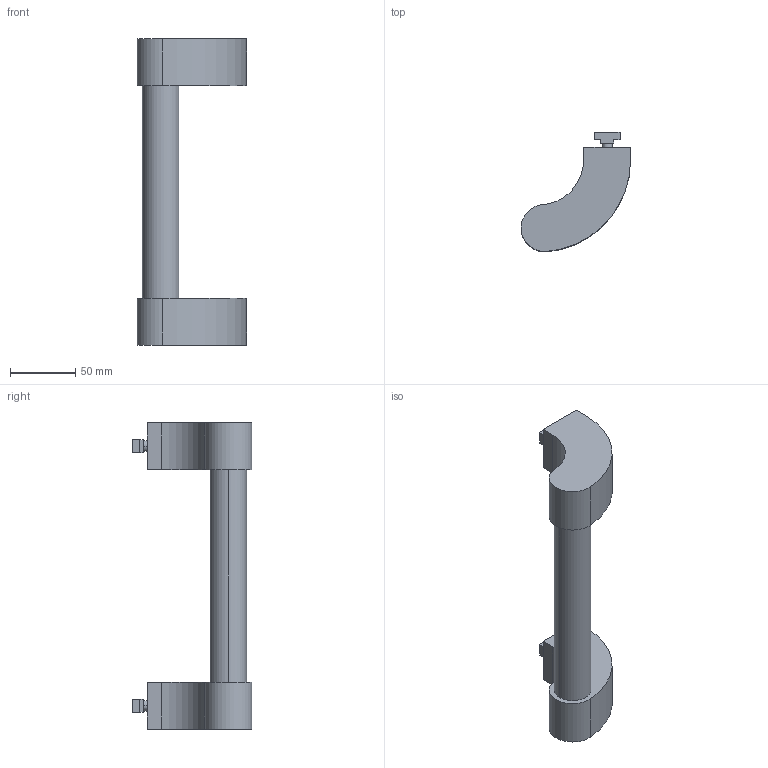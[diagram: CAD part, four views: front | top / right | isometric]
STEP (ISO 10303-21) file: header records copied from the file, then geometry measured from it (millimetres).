
FILE_DESCRIPTION(('STEP AP214'),'1');
FILE_NAME('cctmp_E705BA87-79D3-412A-B672-A56E96CFFDFE_2020_5_19_7_19_3_17..stp','2020-05-19T05:19:03',('Bosch Rexroth AG'),('CADClick - www.CADClick.com'),'Spatial InterOp 3D',' ','unknown authorization - (Healing Option Enabled)');
FILE_SCHEMA(('AUTOMOTIVE_DESIGN'));
Length unit declared in the file: millimetre
Products named in the file (1): 2020_05_19__07-19-03-017
Bounding box: 83.93 x 91.53 x 235 mm (x, y, z)
Volume: 367161.5 mm3; surface area: 48763.3 mm2
Topology: 1 solids, 1 shells, 50 faces, 120 edges, 80 vertices
Faces by surface type: plane 34, cylinder 16
Entity records: 1880 total; most frequent: DIRECTION 254, CARTESIAN_POINT 251, ORIENTED_EDGE 240, EDGE_CURVE 120, LINE 88, VECTOR 88, AXIS2_PLACEMENT_3D 83, VERTEX_POINT 80
